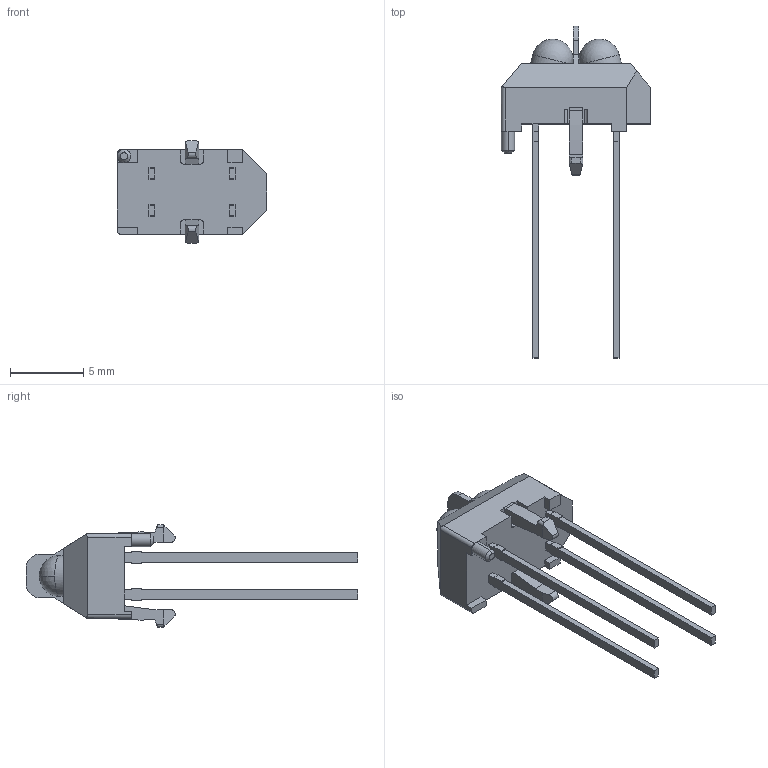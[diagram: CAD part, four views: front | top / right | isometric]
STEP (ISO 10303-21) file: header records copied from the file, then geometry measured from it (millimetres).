
FILE_DESCRIPTION (( 'STEP AP214' ), '1' );
FILE_NAME ('TCRT5000L.STEP', '2025-02-26T05:27:44', ( 'LENOVO' ), ( '' ), 'SwSTEP 2.0', 'SolidWorks 2021', '' );
FILE_SCHEMA (( 'AUTOMOTIVE_DESIGN' ));
Length unit declared in the file: millimetre
Products named in the file (1): TCRT5000L
Bounding box: 10.2 x 22.7 x 7 mm (x, y, z)
Volume: 251.2 mm3; surface area: 454.8 mm2
Topology: 7 solids, 7 shells, 149 faces, 402 edges, 263 vertices
Faces by surface type: plane 121, cylinder 22, sphere 4, cone 2
Entity records: 4635 total; most frequent: CARTESIAN_POINT 875, ORIENTED_EDGE 788, DIRECTION 713, EDGE_CURVE 394, LINE 331, VECTOR 331, VERTEX_POINT 259, AXIS2_PLACEMENT_3D 191
